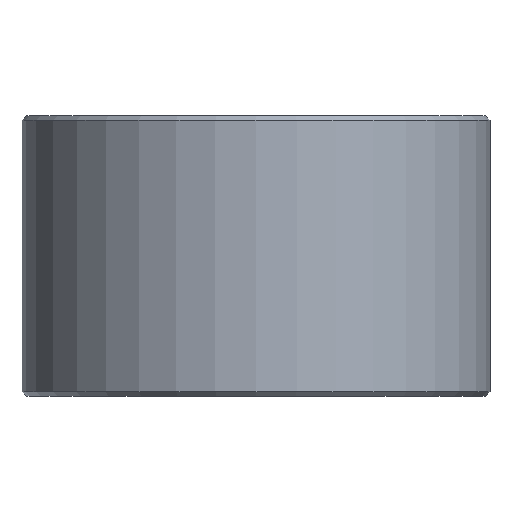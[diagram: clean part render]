
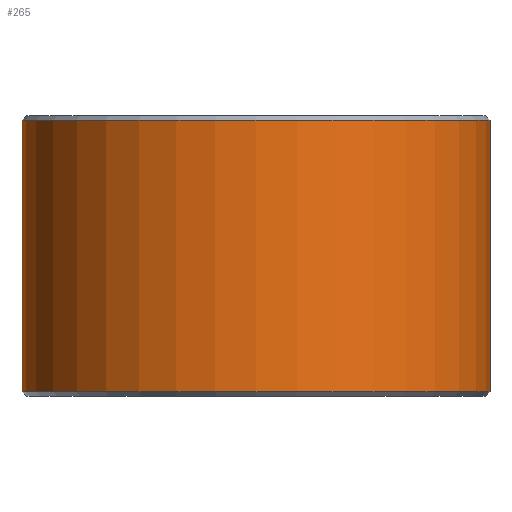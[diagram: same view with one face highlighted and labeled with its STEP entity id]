
A CAD part, front view. The second image highlights one B-rep face of the part: STEP entity #265.
In plain terms, the highlighted cylindrical face has radius 5 mm (diameter 10 mm), a partial arc.
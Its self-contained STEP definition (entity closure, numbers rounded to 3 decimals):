
#6 = CARTESIAN_POINT ( 'NONE',  ( 0., 0., 6. ) ) ;
#26 = CARTESIAN_POINT ( 'NONE',  ( -5., 0., 6. ) ) ;
#51 = DIRECTION ( 'NONE',  ( 1., 0., 0. ) ) ;
#58 = CARTESIAN_POINT ( 'NONE',  ( 0., 0., 0.1 ) ) ;
#61 = ORIENTED_EDGE ( 'NONE', *, *, #269, .F. ) ;
#65 = ORIENTED_EDGE ( 'NONE', *, *, #221, .T. ) ;
#74 = CIRCLE ( 'NONE', #122, 5. ) ;
#85 = FACE_OUTER_BOUND ( 'NONE', #158, .T. ) ;
#95 = EDGE_CURVE ( 'NONE', #151, #105, #74, .T. ) ;
#104 = DIRECTION ( 'NONE',  ( 1., 0., 0. ) ) ;
#105 = VERTEX_POINT ( 'NONE', #328 ) ;
#112 = AXIS2_PLACEMENT_3D ( 'NONE', #58, #281, #51 ) ;
#114 = CARTESIAN_POINT ( 'NONE',  ( 5., 0., 5.9 ) ) ;
#117 = DIRECTION ( 'NONE',  ( -1., 0., 0. ) ) ;
#122 = AXIS2_PLACEMENT_3D ( 'NONE', #131, #276, #104 ) ;
#127 = EDGE_CURVE ( 'NONE', #105, #156, #304, .T. ) ;
#131 = CARTESIAN_POINT ( 'NONE',  ( 0., 0., 5.9 ) ) ;
#132 = VERTEX_POINT ( 'NONE', #271 ) ;
#135 = VECTOR ( 'NONE', #185, 1000. ) ;
#137 = CARTESIAN_POINT ( 'NONE',  ( -5., 0., 0.1 ) ) ;
#145 = LINE ( 'NONE', #259, #313 ) ;
#151 = VERTEX_POINT ( 'NONE', #114 ) ;
#156 = VERTEX_POINT ( 'NONE', #137 ) ;
#158 = EDGE_LOOP ( 'NONE', ( #61, #190, #204, #65 ) ) ;
#165 = DIRECTION ( 'NONE',  ( 0., 0., -1. ) ) ;
#185 = DIRECTION ( 'NONE',  ( 0., 0., -1. ) ) ;
#190 = ORIENTED_EDGE ( 'NONE', *, *, #95, .T. ) ;
#204 = ORIENTED_EDGE ( 'NONE', *, *, #127, .T. ) ;
#221 = EDGE_CURVE ( 'NONE', #156, #132, #338, .T. ) ;
#233 = CYLINDRICAL_SURFACE ( 'NONE', #264, 5. ) ;
#259 = CARTESIAN_POINT ( 'NONE',  ( 5., 0., 6. ) ) ;
#264 = AXIS2_PLACEMENT_3D ( 'NONE', #6, #345, #117 ) ;
#265 = ADVANCED_FACE ( 'NONE', ( #85 ), #233, .T. ) ;
#269 = EDGE_CURVE ( 'NONE', #151, #132, #145, .T. ) ;
#271 = CARTESIAN_POINT ( 'NONE',  ( 5., 0., 0.1 ) ) ;
#276 = DIRECTION ( 'NONE',  ( 0., 0., -1. ) ) ;
#281 = DIRECTION ( 'NONE',  ( 0., 0., 1. ) ) ;
#304 = LINE ( 'NONE', #26, #135 ) ;
#313 = VECTOR ( 'NONE', #165, 1000. ) ;
#328 = CARTESIAN_POINT ( 'NONE',  ( -5., 0., 5.9 ) ) ;
#338 = CIRCLE ( 'NONE', #112, 5. ) ;
#345 = DIRECTION ( 'NONE',  ( 0., 0., -1. ) ) ;
